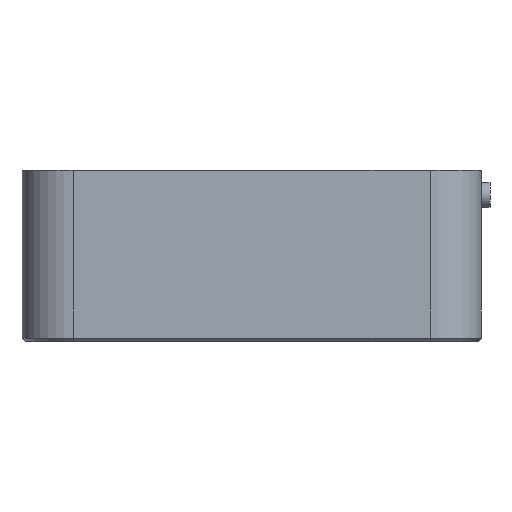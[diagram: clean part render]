
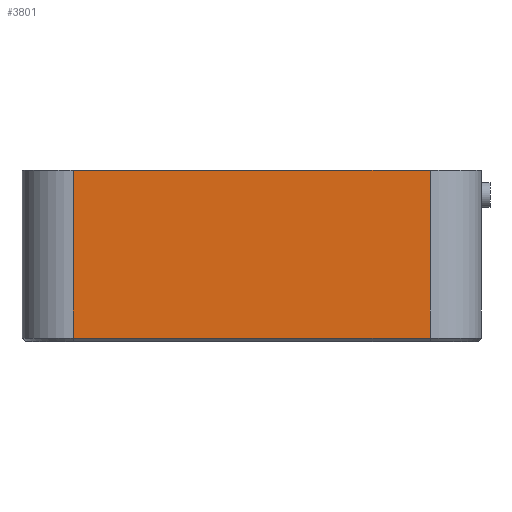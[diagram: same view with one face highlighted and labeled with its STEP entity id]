
A CAD part, front view. The second image highlights one B-rep face of the part: STEP entity #3801.
In plain terms, the highlighted planar face has unit normal (0, -1, 0).
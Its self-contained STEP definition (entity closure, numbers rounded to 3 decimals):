
#203=LINE('',#6151,#472);
#221=LINE('',#6201,#490);
#319=LINE('',#6474,#588);
#322=LINE('',#6480,#591);
#472=VECTOR('',#5056,10.);
#490=VECTOR('',#5108,10.);
#588=VECTOR('',#5396,10.);
#591=VECTOR('',#5405,10.);
#1066=FACE_OUTER_BOUND('',#1425,.T.);
#1425=EDGE_LOOP('',(#3549,#3550,#3551,#3552));
#1897=VERTEX_POINT('',#6139);
#1901=VERTEX_POINT('',#6149);
#1916=VERTEX_POINT('',#6200);
#1996=VERTEX_POINT('',#6473);
#2351=EDGE_CURVE('',#1901,#1897,#203,.T.);
#2376=EDGE_CURVE('',#1897,#1916,#221,.T.);
#2512=EDGE_CURVE('',#1916,#1996,#319,.T.);
#2516=EDGE_CURVE('',#1901,#1996,#322,.T.);
#3549=ORIENTED_EDGE('',*,*,#2351,.F.);
#3550=ORIENTED_EDGE('',*,*,#2516,.T.);
#3551=ORIENTED_EDGE('',*,*,#2512,.F.);
#3552=ORIENTED_EDGE('',*,*,#2376,.F.);
#3612=PLANE('',#4256);
#3801=ADVANCED_FACE('',(#1066),#3612,.T.);
#4256=AXIS2_PLACEMENT_3D('',#6481,#5406,#5407);
#5056=DIRECTION('',(-1.,0.,0.));
#5108=DIRECTION('',(0.,0.,1.));
#5396=DIRECTION('',(1.,0.,0.));
#5405=DIRECTION('',(0.,0.,1.));
#5406=DIRECTION('center_axis',(0.,-1.,0.));
#5407=DIRECTION('ref_axis',(1.,0.,0.));
#6139=CARTESIAN_POINT('',(-47.72,0.,-19.6));
#6149=CARTESIAN_POINT('',(-6.,0.,-19.6));
#6151=CARTESIAN_POINT('',(-37.29,0.,-19.6));
#6200=CARTESIAN_POINT('',(-47.72,0.,0.));
#6201=CARTESIAN_POINT('',(-47.72,0.,-20.));
#6473=CARTESIAN_POINT('',(-6.,0.,0.));
#6474=CARTESIAN_POINT('',(-37.29,0.,0.));
#6480=CARTESIAN_POINT('',(-6.,0.,-20.));
#6481=CARTESIAN_POINT('Origin',(-47.72,0.,-20.));
